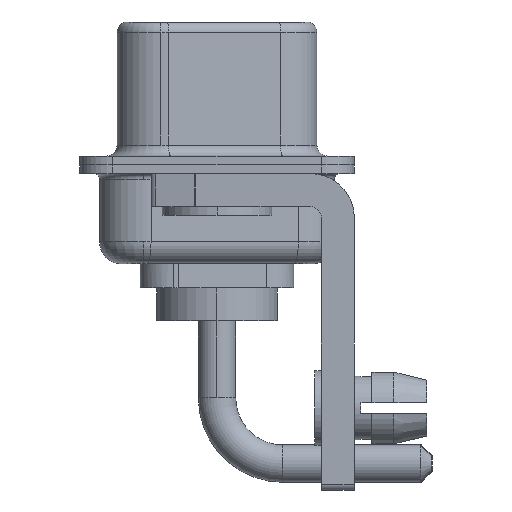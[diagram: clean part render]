
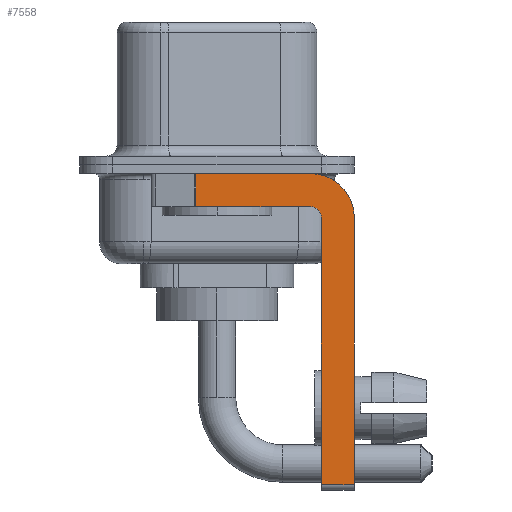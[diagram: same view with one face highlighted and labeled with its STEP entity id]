
A CAD part, left-side view. The second image highlights one B-rep face of the part: STEP entity #7558.
In plain terms, the highlighted planar face has unit normal (-1, 0, 0).
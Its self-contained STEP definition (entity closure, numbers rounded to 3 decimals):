
#41 = CARTESIAN_POINT ( 'NONE',  ( -2.9, -4.75, -14.8 ) ) ;
#232 = VERTEX_POINT ( 'NONE', #3813 ) ;
#287 = EDGE_CURVE ( 'NONE', #6587, #7555, #9387, .T. ) ;
#290 = EDGE_CURVE ( 'NONE', #13159, #232, #7521, .T. ) ;
#742 = AXIS2_PLACEMENT_3D ( 'NONE', #14537, #15815, #3984 ) ;
#1266 = ORIENTED_EDGE ( 'NONE', *, *, #3425, .F. ) ;
#1581 = DIRECTION ( 'NONE',  ( 0., 0., 1. ) ) ;
#1945 = PLANE ( 'NONE',  #14203 ) ;
#1947 = CARTESIAN_POINT ( 'NONE',  ( -2.9, -6.25, -2.4 ) ) ;
#2029 = CARTESIAN_POINT ( 'NONE',  ( -2.9, -4.75, -14.55 ) ) ;
#2078 = LINE ( 'NONE', #7240, #4219 ) ;
#2197 = EDGE_CURVE ( 'NONE', #12704, #13159, #4211, .T. ) ;
#2242 = VECTOR ( 'NONE', #3028, 1000. ) ;
#2438 = VECTOR ( 'NONE', #1581, 1000. ) ;
#2573 = DIRECTION ( 'NONE',  ( 0., 0., -1. ) ) ;
#2651 = DIRECTION ( 'NONE',  ( 1., 0., 0. ) ) ;
#3028 = DIRECTION ( 'NONE',  ( 0., -1., 0. ) ) ;
#3425 = EDGE_CURVE ( 'NONE', #11671, #5409, #11751, .T. ) ;
#3654 = VECTOR ( 'NONE', #11749, 1000. ) ;
#3751 = EDGE_LOOP ( 'NONE', ( #15005, #11982, #15734, #9391, #7958, #8873, #11106, #1266 ) ) ;
#3813 = CARTESIAN_POINT ( 'NONE',  ( -2.9, -4.25, -1.9 ) ) ;
#3984 = DIRECTION ( 'NONE',  ( 0., 0., 1. ) ) ;
#4211 = LINE ( 'NONE', #41, #2438 ) ;
#4219 = VECTOR ( 'NONE', #13123, 1000. ) ;
#4489 = DIRECTION ( 'NONE',  ( 1., 0., 0. ) ) ;
#4569 = LINE ( 'NONE', #10836, #6365 ) ;
#4656 = DIRECTION ( 'NONE',  ( 0., 1., 0. ) ) ;
#5409 = VERTEX_POINT ( 'NONE', #1947 ) ;
#5763 = CARTESIAN_POINT ( 'NONE',  ( -2.9, 0.978, -1.9 ) ) ;
#6220 = CARTESIAN_POINT ( 'NONE',  ( -2.9, -4.25, -2.4 ) ) ;
#6365 = VECTOR ( 'NONE', #4656, 1000. ) ;
#6526 = DIRECTION ( 'NONE',  ( 0., 0., -1. ) ) ;
#6587 = VERTEX_POINT ( 'NONE', #8401 ) ;
#6632 = AXIS2_PLACEMENT_3D ( 'NONE', #6220, #2651, #2573 ) ;
#7110 = CARTESIAN_POINT ( 'NONE',  ( -2.9, -4.25, -2.4 ) ) ;
#7240 = CARTESIAN_POINT ( 'NONE',  ( -2.9, 3., -0.4 ) ) ;
#7521 = CIRCLE ( 'NONE', #742, 0.5 ) ;
#7555 = VERTEX_POINT ( 'NONE', #5763 ) ;
#7558 = ADVANCED_FACE ( 'NONE', ( #8290 ), #1945, .F. ) ;
#7794 = CARTESIAN_POINT ( 'NONE',  ( -2.9, 0.978, -1.9 ) ) ;
#7958 = ORIENTED_EDGE ( 'NONE', *, *, #2197, .F. ) ;
#7988 = EDGE_CURVE ( 'NONE', #12704, #11190, #14696, .T. ) ;
#8290 = FACE_OUTER_BOUND ( 'NONE', #3751, .T. ) ;
#8401 = CARTESIAN_POINT ( 'NONE',  ( -2.9, 0.978, -0.4 ) ) ;
#8873 = ORIENTED_EDGE ( 'NONE', *, *, #7988, .T. ) ;
#9136 = LINE ( 'NONE', #14197, #3654 ) ;
#9387 = LINE ( 'NONE', #7794, #12662 ) ;
#9391 = ORIENTED_EDGE ( 'NONE', *, *, #290, .F. ) ;
#10236 = CARTESIAN_POINT ( 'NONE',  ( -2.9, -4.25, -0.4 ) ) ;
#10836 = CARTESIAN_POINT ( 'NONE',  ( -2.9, -4.25, -1.9 ) ) ;
#11106 = ORIENTED_EDGE ( 'NONE', *, *, #11709, .F. ) ;
#11190 = VERTEX_POINT ( 'NONE', #14463 ) ;
#11400 = EDGE_CURVE ( 'NONE', #232, #7555, #4569, .T. ) ;
#11671 = VERTEX_POINT ( 'NONE', #10236 ) ;
#11709 = EDGE_CURVE ( 'NONE', #5409, #11190, #9136, .T. ) ;
#11749 = DIRECTION ( 'NONE',  ( 0., 0., -1. ) ) ;
#11751 = CIRCLE ( 'NONE', #6632, 2. ) ;
#11982 = ORIENTED_EDGE ( 'NONE', *, *, #287, .T. ) ;
#12351 = DIRECTION ( 'NONE',  ( 0., 0., -1. ) ) ;
#12507 = EDGE_CURVE ( 'NONE', #6587, #11671, #2078, .T. ) ;
#12662 = VECTOR ( 'NONE', #6526, 1000. ) ;
#12704 = VERTEX_POINT ( 'NONE', #2029 ) ;
#13123 = DIRECTION ( 'NONE',  ( 0., -1., 0. ) ) ;
#13159 = VERTEX_POINT ( 'NONE', #16403 ) ;
#14197 = CARTESIAN_POINT ( 'NONE',  ( -2.9, -6.25, -2.4 ) ) ;
#14203 = AXIS2_PLACEMENT_3D ( 'NONE', #7110, #4489, #12351 ) ;
#14463 = CARTESIAN_POINT ( 'NONE',  ( -2.9, -6.25, -14.55 ) ) ;
#14537 = CARTESIAN_POINT ( 'NONE',  ( -2.9, -4.25, -2.4 ) ) ;
#14696 = LINE ( 'NONE', #14784, #2242 ) ;
#14784 = CARTESIAN_POINT ( 'NONE',  ( -2.9, -4.25, -14.55 ) ) ;
#15005 = ORIENTED_EDGE ( 'NONE', *, *, #12507, .F. ) ;
#15734 = ORIENTED_EDGE ( 'NONE', *, *, #11400, .F. ) ;
#15815 = DIRECTION ( 'NONE',  ( -1., 0., 0. ) ) ;
#16403 = CARTESIAN_POINT ( 'NONE',  ( -2.9, -4.75, -2.4 ) ) ;
